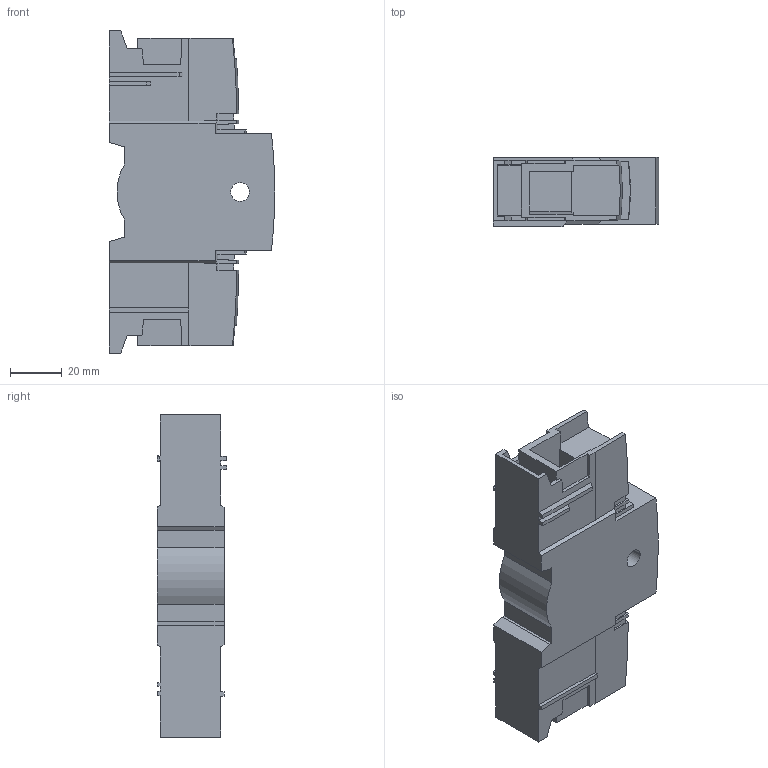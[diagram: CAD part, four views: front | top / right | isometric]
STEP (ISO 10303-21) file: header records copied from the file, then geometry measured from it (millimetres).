
FILE_DESCRIPTION (( 'STEP AP203' ), '1' );
FILE_NAME ('22001010-UL.step', '2022-02-02T17:49:47', ( '' ), ( '' ), 'SwSTEP 2.0', 'SolidWorks 2021', '' );
FILE_SCHEMA (( 'CONFIG_CONTROL_DESIGN' ));
Length unit declared in the file: inch
Products named in the file (1): 22001010-UL
Bounding box: 63.97 x 26.81 x 124.5 mm (x, y, z)
Volume: 130125.4 mm3; surface area: 27978 mm2
Topology: 1 solids, 1 shells, 166 faces, 492 edges, 328 vertices
Faces by surface type: plane 151, cylinder 11, bspline 4
Entity records: 5600 total; most frequent: CARTESIAN_POINT 1122, ORIENTED_EDGE 984, DIRECTION 812, EDGE_CURVE 492, LINE 448, VECTOR 448, VERTEX_POINT 328, AXIS2_PLACEMENT_3D 182
